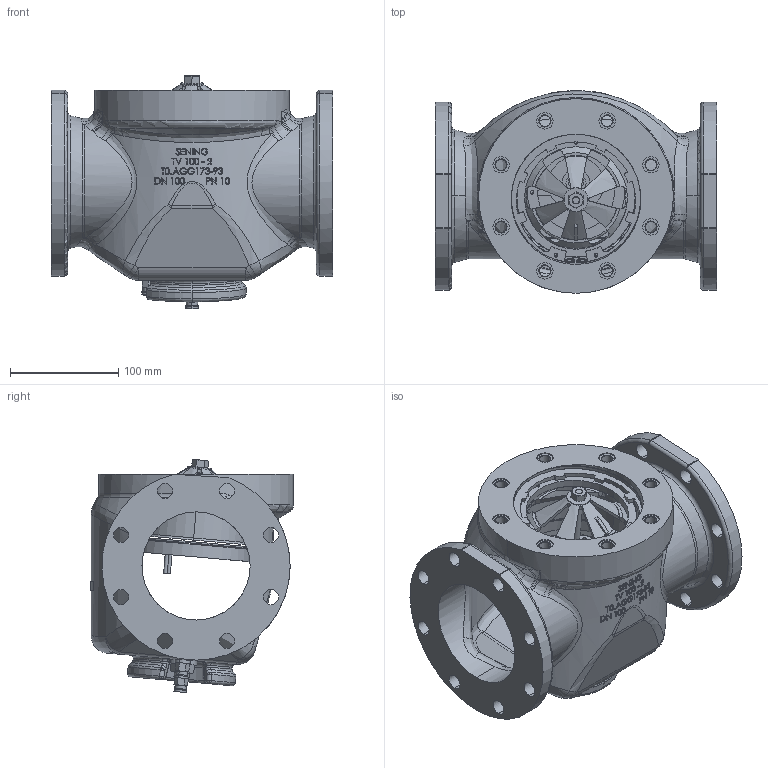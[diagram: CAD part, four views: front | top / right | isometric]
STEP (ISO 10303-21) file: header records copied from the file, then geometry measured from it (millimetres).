
FILE_DESCRIPTION (( 'STEP AP214' ), '1' );
FILE_NAME ('TV100-2_16644.STEP', '2015-04-29T12:36:11', ( 'Admin1' ), ( '' ), 'SwSTEP 2.0', 'SolidWorks 2014', '' );
FILE_SCHEMA (( 'AUTOMOTIVE_DESIGN' ));
Length unit declared in the file: millimetre
Products named in the file (1): TV100-2_16644
Bounding box: 260 x 187.47 x 215.5 mm (x, y, z)
Surface area: 389456 mm2 (no closed solid volume)
Topology: 0 solids, 24 shells, 1019 faces, 3098 edges, 2015 vertices
Faces by surface type: bspline 290, cylinder 262, plane 255, cone 114, torus 53, sphere 45
Entity records: 59223 total; most frequent: CARTESIAN_POINT 23085, ORIENTED_EDGE 5278, DIRECTION 4573, EDGE_CURVE 3070, VERTEX_POINT 2015, AXIS2_PLACEMENT_3D 1793, EDGE_LOOP 1155, CIRCLE 1063
